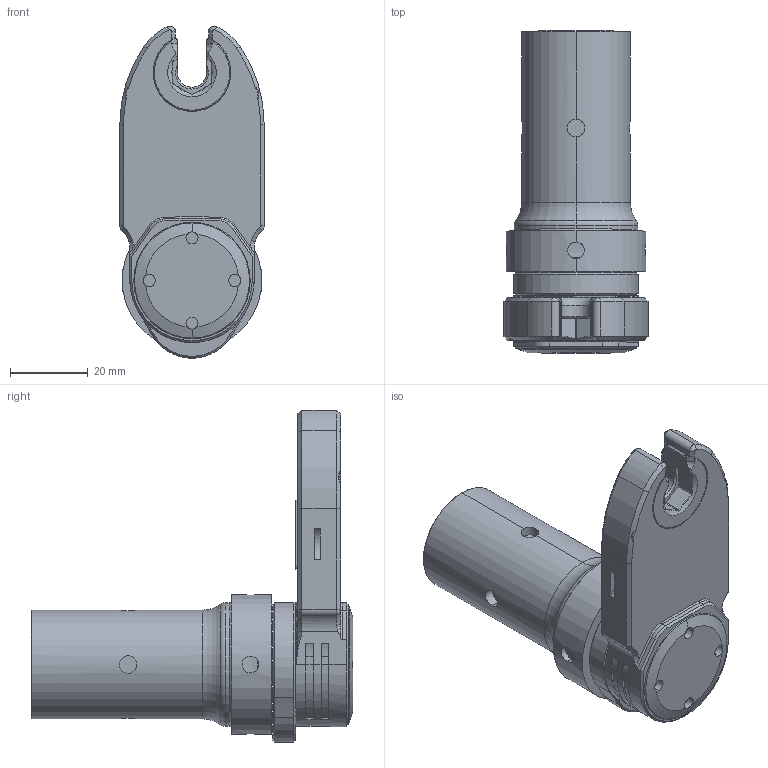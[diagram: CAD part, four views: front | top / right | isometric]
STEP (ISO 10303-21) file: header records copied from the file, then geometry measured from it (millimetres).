
FILE_DESCRIPTION((''),'2;1');
FILE_NAME('3513000052_SW0001','2023-04-04T10:34:42',('INEdipo'),(''),'CREO PARAMETRIC BY PTC INC, 2020281','CREO PARAMETRIC BY PTC INC, 2020281','');
FILE_SCHEMA(('CONFIG_CONTROL_DESIGN'));
Length unit declared in the file: inch
Products named in the file (1): 3513000052_SW0001
Bounding box: 37.2 x 82.9 x 85.51 mm (x, y, z)
Volume: 77835.1 mm3; surface area: 16672.1 mm2
Topology: 2 solids, 2 shells, 278 faces, 732 edges, 466 vertices
Faces by surface type: plane 108, cylinder 90, cone 67, torus 13
Entity records: 15990 total; most frequent: CARTESIAN_POINT 9123, ORIENTED_EDGE 1464, DIRECTION 1405, EDGE_CURVE 732, AXIS2_PLACEMENT_3D 523, VERTEX_POINT 466, VECTOR 359, LINE 359
